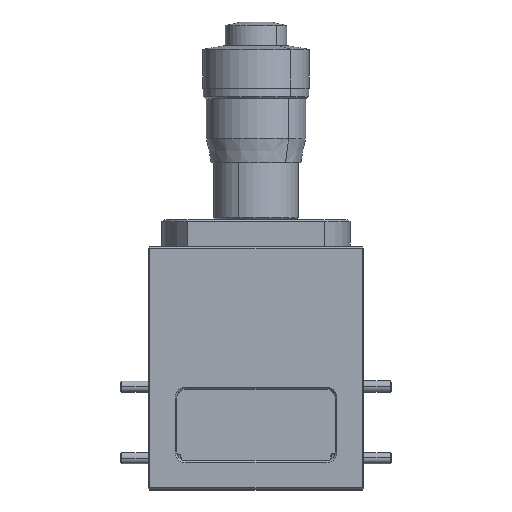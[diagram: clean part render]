
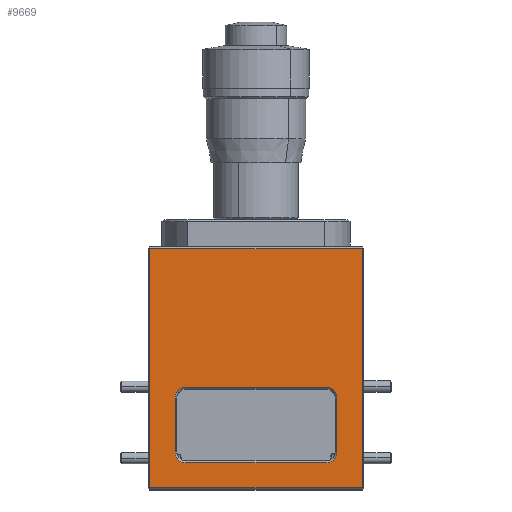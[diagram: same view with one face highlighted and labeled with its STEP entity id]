
A CAD part, top view. The second image highlights one B-rep face of the part: STEP entity #9669.
In plain terms, the highlighted planar face has unit normal (0, 0, 1).
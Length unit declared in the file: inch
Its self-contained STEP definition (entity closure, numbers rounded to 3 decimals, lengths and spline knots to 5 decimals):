
#12 = VECTOR ( 'NONE', #4853, 39.37008 ) ;
#37 = VERTEX_POINT ( 'NONE', #2651 ) ;
#486 = EDGE_CURVE ( 'NONE', #9710, #4201, #17267, .T. ) ;
#639 = DIRECTION ( 'NONE',  ( -1., 0., 0. ) ) ;
#861 = DIRECTION ( 'NONE',  ( 0., -1., 0. ) ) ;
#937 = VERTEX_POINT ( 'NONE', #17710 ) ;
#1014 = ORIENTED_EDGE ( 'NONE', *, *, #11468, .T. ) ;
#1190 = EDGE_CURVE ( 'NONE', #16131, #18046, #14573, .T. ) ;
#1296 = EDGE_LOOP ( 'NONE', ( #7917, #6499, #7723, #5466, #14903, #2805, #1014, #12510 ) ) ;
#1795 = EDGE_CURVE ( 'NONE', #12295, #9542, #13593, .T. ) ;
#2044 = ORIENTED_EDGE ( 'NONE', *, *, #1795, .T. ) ;
#2293 = ORIENTED_EDGE ( 'NONE', *, *, #14139, .T. ) ;
#2370 = CIRCLE ( 'NONE', #12332, 0.06 ) ;
#2492 = VECTOR ( 'NONE', #639, 39.37008 ) ;
#2580 = VECTOR ( 'NONE', #3252, 39.37008 ) ;
#2650 = DIRECTION ( 'NONE',  ( 0., 0., -1. ) ) ;
#2651 = CARTESIAN_POINT ( 'NONE',  ( -0.21, -0.105, 0.375 ) ) ;
#2708 = CARTESIAN_POINT ( 'NONE',  ( -1.19, -0.665, 0.375 ) ) ;
#2805 = ORIENTED_EDGE ( 'NONE', *, *, #16823, .T. ) ;
#3042 = CARTESIAN_POINT ( 'NONE',  ( -1.05, -0.165, 0.375 ) ) ;
#3113 = CARTESIAN_POINT ( 'NONE',  ( -0.91962, 0.665, 0.375 ) ) ;
#3252 = DIRECTION ( 'NONE',  ( 0., 1., 0. ) ) ;
#3363 = CARTESIAN_POINT ( 'NONE',  ( -1.19, 0.675, 0.375 ) ) ;
#3536 = EDGE_CURVE ( 'NONE', #8855, #16131, #18475, .T. ) ;
#3613 = DIRECTION ( 'NONE',  ( 0., 0., -1. ) ) ;
#4111 = DIRECTION ( 'NONE',  ( 0., -1., 0. ) ) ;
#4165 = CARTESIAN_POINT ( 'NONE',  ( -0.21, -0.165, 0.375 ) ) ;
#4201 = VERTEX_POINT ( 'NONE', #8800 ) ;
#4853 = DIRECTION ( 'NONE',  ( 1., 0., 0. ) ) ;
#4953 = DIRECTION ( 'NONE',  ( 1., 0., 0. ) ) ;
#4990 = EDGE_CURVE ( 'NONE', #17201, #12295, #10153, .T. ) ;
#5466 = ORIENTED_EDGE ( 'NONE', *, *, #8595, .T. ) ;
#5831 = VECTOR ( 'NONE', #4111, 39.37008 ) ;
#6136 = DIRECTION ( 'NONE',  ( 0., -1., 0. ) ) ;
#6361 = LINE ( 'NONE', #13487, #10597 ) ;
#6499 = ORIENTED_EDGE ( 'NONE', *, *, #8359, .T. ) ;
#6717 = PLANE ( 'NONE',  #15900 ) ;
#6783 = EDGE_CURVE ( 'NONE', #937, #18317, #15707, .T. ) ;
#7154 = CARTESIAN_POINT ( 'NONE',  ( -0.15, -0.465, 0.375 ) ) ;
#7405 = DIRECTION ( 'NONE',  ( 0., -1., 0. ) ) ;
#7636 = VECTOR ( 'NONE', #9938, 39.37008 ) ;
#7723 = ORIENTED_EDGE ( 'NONE', *, *, #486, .T. ) ;
#7917 = ORIENTED_EDGE ( 'NONE', *, *, #1190, .T. ) ;
#8230 = CARTESIAN_POINT ( 'NONE',  ( -0.99, -0.525, 0.375 ) ) ;
#8359 = EDGE_CURVE ( 'NONE', #18046, #9710, #12692, .T. ) ;
#8595 = EDGE_CURVE ( 'NONE', #4201, #937, #10134, .T. ) ;
#8800 = CARTESIAN_POINT ( 'NONE',  ( -1.05, -0.465, 0.375 ) ) ;
#8855 = VERTEX_POINT ( 'NONE', #12762 ) ;
#9028 = VECTOR ( 'NONE', #7405, 39.37008 ) ;
#9074 = AXIS2_PLACEMENT_3D ( 'NONE', #18208, #9887, #18392 ) ;
#9195 = CARTESIAN_POINT ( 'NONE',  ( -0.99, -0.105, 0.375 ) ) ;
#9542 = VERTEX_POINT ( 'NONE', #14992 ) ;
#9649 = AXIS2_PLACEMENT_3D ( 'NONE', #13957, #13766, #18196 ) ;
#9659 = DIRECTION ( 'NONE',  ( 1., 0., 0. ) ) ;
#9669 = ADVANCED_FACE ( 'NONE', ( #15732, #12512 ), #6717, .T. ) ;
#9710 = VERTEX_POINT ( 'NONE', #14316 ) ;
#9887 = DIRECTION ( 'NONE',  ( 0., 0., -1. ) ) ;
#9938 = DIRECTION ( 'NONE',  ( -1., 0., 0. ) ) ;
#10134 = LINE ( 'NONE', #3042, #16141 ) ;
#10153 = LINE ( 'NONE', #17354, #2580 ) ;
#10597 = VECTOR ( 'NONE', #4953, 39.37008 ) ;
#11390 = CARTESIAN_POINT ( 'NONE',  ( -0.15, -0.465, 0.375 ) ) ;
#11468 = EDGE_CURVE ( 'NONE', #37, #8855, #2370, .T. ) ;
#12295 = VERTEX_POINT ( 'NONE', #17563 ) ;
#12332 = AXIS2_PLACEMENT_3D ( 'NONE', #4165, #2650, #861 ) ;
#12510 = ORIENTED_EDGE ( 'NONE', *, *, #3536, .T. ) ;
#12512 = FACE_BOUND ( 'NONE', #1296, .T. ) ;
#12667 = ORIENTED_EDGE ( 'NONE', *, *, #4990, .T. ) ;
#12692 = LINE ( 'NONE', #8230, #7636 ) ;
#12762 = CARTESIAN_POINT ( 'NONE',  ( -0.15, -0.165, 0.375 ) ) ;
#13487 = CARTESIAN_POINT ( 'NONE',  ( -1.2, -0.665, 0.375 ) ) ;
#13593 = LINE ( 'NONE', #3113, #2492 ) ;
#13766 = DIRECTION ( 'NONE',  ( 0., 0., -1. ) ) ;
#13957 = CARTESIAN_POINT ( 'NONE',  ( -0.99, -0.165, 0.375 ) ) ;
#14019 = VERTEX_POINT ( 'NONE', #2708 ) ;
#14139 = EDGE_CURVE ( 'NONE', #14019, #17201, #6361, .T. ) ;
#14219 = CARTESIAN_POINT ( 'NONE',  ( 0., 0., 0.375 ) ) ;
#14272 = ORIENTED_EDGE ( 'NONE', *, *, #16819, .T. ) ;
#14316 = CARTESIAN_POINT ( 'NONE',  ( -0.99, -0.525, 0.375 ) ) ;
#14446 = CARTESIAN_POINT ( 'NONE',  ( -0.21, -0.525, 0.375 ) ) ;
#14573 = CIRCLE ( 'NONE', #16978, 0.06 ) ;
#14777 = CARTESIAN_POINT ( 'NONE',  ( -0.21, -0.465, 0.375 ) ) ;
#14811 = LINE ( 'NONE', #3363, #9028 ) ;
#14903 = ORIENTED_EDGE ( 'NONE', *, *, #6783, .T. ) ;
#14992 = CARTESIAN_POINT ( 'NONE',  ( -1.19, 0.665, 0.375 ) ) ;
#15001 = CARTESIAN_POINT ( 'NONE',  ( -0.21, -0.105, 0.375 ) ) ;
#15707 = CIRCLE ( 'NONE', #9649, 0.06 ) ;
#15732 = FACE_OUTER_BOUND ( 'NONE', #17270, .T. ) ;
#15900 = AXIS2_PLACEMENT_3D ( 'NONE', #14219, #17059, #9659 ) ;
#16004 = DIRECTION ( 'NONE',  ( 0., 1., 0. ) ) ;
#16131 = VERTEX_POINT ( 'NONE', #7154 ) ;
#16141 = VECTOR ( 'NONE', #16004, 39.37008 ) ;
#16320 = LINE ( 'NONE', #15001, #12 ) ;
#16504 = CARTESIAN_POINT ( 'NONE',  ( -0.01, -0.665, 0.375 ) ) ;
#16819 = EDGE_CURVE ( 'NONE', #9542, #14019, #14811, .T. ) ;
#16823 = EDGE_CURVE ( 'NONE', #18317, #37, #16320, .T. ) ;
#16978 = AXIS2_PLACEMENT_3D ( 'NONE', #14777, #3613, #6136 ) ;
#17059 = DIRECTION ( 'NONE',  ( 0., 0., 1. ) ) ;
#17201 = VERTEX_POINT ( 'NONE', #16504 ) ;
#17267 = CIRCLE ( 'NONE', #9074, 0.06 ) ;
#17270 = EDGE_LOOP ( 'NONE', ( #2044, #14272, #2293, #12667 ) ) ;
#17354 = CARTESIAN_POINT ( 'NONE',  ( -0.01, 0.675, 0.375 ) ) ;
#17563 = CARTESIAN_POINT ( 'NONE',  ( -0.01, 0.665, 0.375 ) ) ;
#17710 = CARTESIAN_POINT ( 'NONE',  ( -1.05, -0.165, 0.375 ) ) ;
#18046 = VERTEX_POINT ( 'NONE', #14446 ) ;
#18196 = DIRECTION ( 'NONE',  ( 0., -1., 0. ) ) ;
#18208 = CARTESIAN_POINT ( 'NONE',  ( -0.99, -0.465, 0.375 ) ) ;
#18317 = VERTEX_POINT ( 'NONE', #9195 ) ;
#18392 = DIRECTION ( 'NONE',  ( 0., -1., 0. ) ) ;
#18475 = LINE ( 'NONE', #11390, #5831 ) ;
